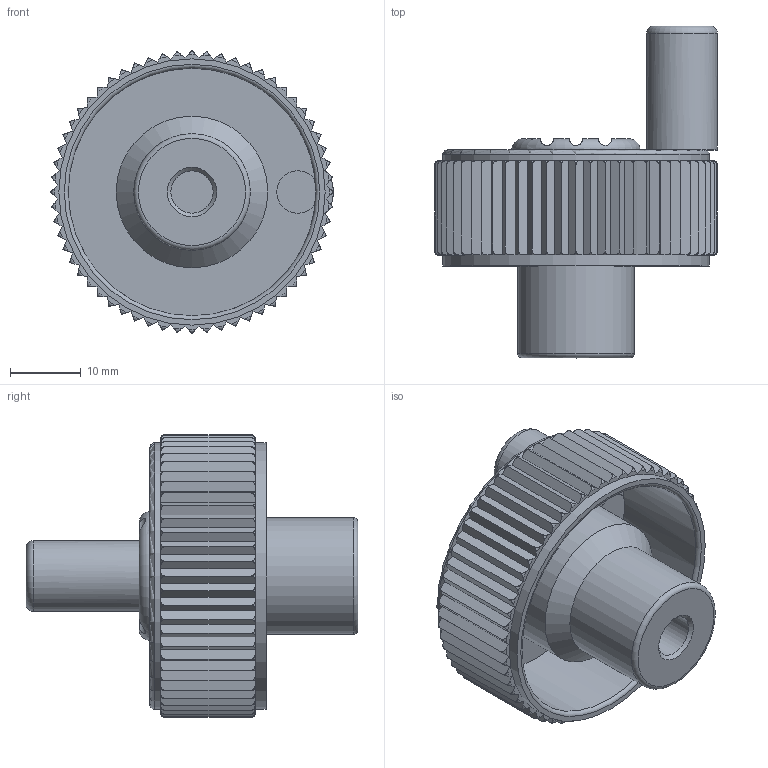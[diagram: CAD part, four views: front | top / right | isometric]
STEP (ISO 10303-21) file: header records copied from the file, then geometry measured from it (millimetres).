
FILE_DESCRIPTION( ( 'STEP AP214' ), '1' );
FILE_NAME( 'K0262.21065.stp', '2020-11-27T08:56:29', ( '' ), ( '' ), ' ', 'PARTsolutions', ' ' );
FILE_SCHEMA( ( 'AUTOMOTIVE_DESIGN { 1 0 10303 214 1 1 1 1 }' ) );
Length unit declared in the file: millimetre
Products named in the file (1): _K0262.21065
Bounding box: 40 x 46.98 x 40 mm (x, y, z)
Volume: 11204.8 mm3; surface area: 10175.5 mm2
Topology: 1 solids, 1 shells, 279 faces, 799 edges, 530 vertices
Faces by surface type: plane 136, torus 125, cylinder 14, cone 4
Full cylindrical faces by diameter (mm): 6 x1, 10 x1, 11.55 x1, 16.5 x2, 18.15 x1, 21.45 x1, 35.05 x1, 37.69 x2
Entity records: 12742 total; most frequent: CARTESIAN_POINT 3650, ORIENTED_EDGE 1548, DIRECTION 1244, EDGE_CURVE 774, VERTEX_POINT 524, AXIS2_PLACEMENT_3D 438, LINE 368, VECTOR 368
